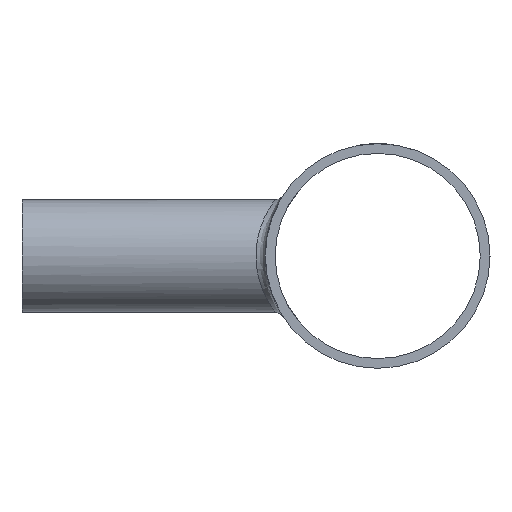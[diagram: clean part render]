
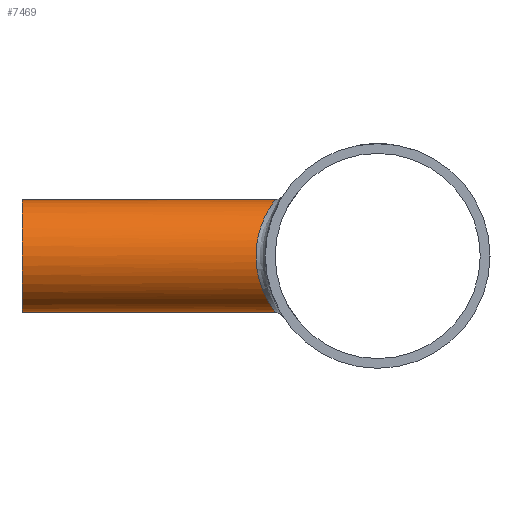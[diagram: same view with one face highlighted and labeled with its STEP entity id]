
A CAD part, left-side view. The second image highlights one B-rep face of the part: STEP entity #7469.
In plain terms, the highlighted cylindrical face has radius 9.525 mm (diameter 19.05 mm), a full revolution.
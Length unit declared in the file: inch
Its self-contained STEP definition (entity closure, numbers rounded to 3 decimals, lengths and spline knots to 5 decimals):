
#143=FACE_BOUND('',#1369,.T.);
#923=FACE_OUTER_BOUND('',#1368,.T.);
#1368=EDGE_LOOP('',(#6978));
#1369=EDGE_LOOP('',(#6979));
#2597=CIRCLE('',#7930,0.375);
#2940=B_SPLINE_CURVE_WITH_KNOTS('',3,(#16119,#16120,#16121,#16122,#16123,
#16124,#16125,#16126,#16127,#16128,#16129,#16130,#16131,#16132,#16133,#16134,
#16135,#16136,#16137,#16138,#16139,#16140,#16141),.UNSPECIFIED.,.T.,.F.,
(4,3,1,1,1,1,1,1,1,1,1,1,1,1,1,1,1,1,4),(-0.00012,0.,0.41844,
0.83687,1.25531,1.67375,2.09218,2.51062,
2.78958,3.06853,3.34749,3.76593,4.18437,
4.28897,4.6028,5.02124,5.43968,5.54428,
5.85799),.UNSPECIFIED.);
#3675=VERTEX_POINT('',#16117);
#3676=VERTEX_POINT('',#16143);
#4780=EDGE_CURVE('',#3675,#3675,#2940,.T.);
#4781=EDGE_CURVE('',#3676,#3676,#2597,.T.);
#6978=ORIENTED_EDGE('',*,*,#4781,.T.);
#6979=ORIENTED_EDGE('',*,*,#4780,.F.);
#7033=CYLINDRICAL_SURFACE('',#7929,0.375);
#7469=ADVANCED_FACE('',(#923,#143),#7033,.T.);
#7929=AXIS2_PLACEMENT_3D('',#16142,#9385,#9386);
#7930=AXIS2_PLACEMENT_3D('',#16144,#9387,#9388);
#9385=DIRECTION('center_axis',(0.,-1.,0.));
#9386=DIRECTION('ref_axis',(1.,0.,0.));
#9387=DIRECTION('center_axis',(0.,-1.,0.));
#9388=DIRECTION('ref_axis',(1.,0.,0.));
#16117=CARTESIAN_POINT('',(0.,0.68465,0.375));
#16119=CARTESIAN_POINT('Ctrl Pts',(0.,0.68456,
0.37505));
#16120=CARTESIAN_POINT('Ctrl Pts',(-0.00002,0.68456,
0.37505));
#16121=CARTESIAN_POINT('Ctrl Pts',(-0.00003,0.68456,
0.37505));
#16122=CARTESIAN_POINT('Ctrl Pts',(-0.00005,0.68456,
0.37505));
#16123=CARTESIAN_POINT('Ctrl Pts',(-0.0572,0.68461,
0.37501));
#16124=CARTESIAN_POINT('Ctrl Pts',(-0.17096,0.70608,
0.34782));
#16125=CARTESIAN_POINT('Ctrl Pts',(-0.30129,0.76737,
0.24294));
#16126=CARTESIAN_POINT('Ctrl Pts',(-0.3781,0.81425,
0.08907));
#16127=CARTESIAN_POINT('Ctrl Pts',(-0.37803,0.81436,
-0.08908));
#16128=CARTESIAN_POINT('Ctrl Pts',(-0.30142,0.76721,
-0.24299));
#16129=CARTESIAN_POINT('Ctrl Pts',(-0.18522,0.71316,
-0.33603));
#16130=CARTESIAN_POINT('Ctrl Pts',(-0.05828,0.6836,
-0.37644));
#16131=CARTESIAN_POINT('Ctrl Pts',(0.05828,0.68368,
-0.37642));
#16132=CARTESIAN_POINT('Ctrl Pts',(0.18517,0.71307,-0.33604));
#16133=CARTESIAN_POINT('Ctrl Pts',(0.30157,0.7674,
-0.24298));
#16134=CARTESIAN_POINT('Ctrl Pts',(0.35868,0.80233,
-0.12751));
#16135=CARTESIAN_POINT('Ctrl Pts',(0.3783,0.81454,
-0.01481));
#16136=CARTESIAN_POINT('Ctrl Pts',(0.37146,0.81023,
0.10181));
#16137=CARTESIAN_POINT('Ctrl Pts',(0.30158,0.76735,
0.24307));
#16138=CARTESIAN_POINT('Ctrl Pts',(0.20323,0.72158,
0.32147));
#16139=CARTESIAN_POINT('Ctrl Pts',(0.10019,0.69247,
0.36494));
#16140=CARTESIAN_POINT('Ctrl Pts',(0.04285,0.68452,
0.37507));
#16141=CARTESIAN_POINT('Ctrl Pts',(0.,0.68456,
0.37505));
#16142=CARTESIAN_POINT('Origin',(0.,2.375,0.));
#16143=CARTESIAN_POINT('',(-0.375,2.375,0.));
#16144=CARTESIAN_POINT('Origin',(0.,2.375,0.));
